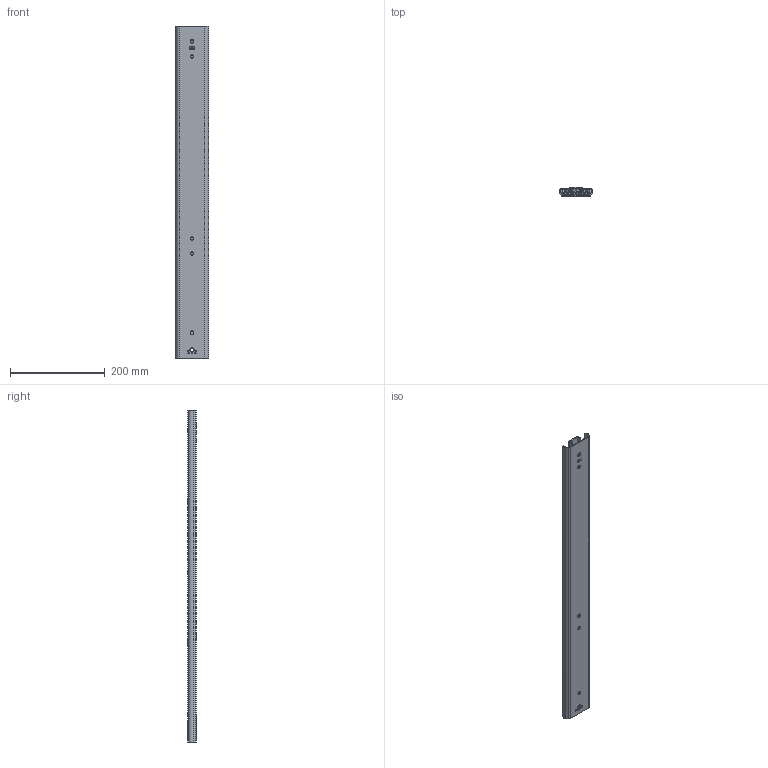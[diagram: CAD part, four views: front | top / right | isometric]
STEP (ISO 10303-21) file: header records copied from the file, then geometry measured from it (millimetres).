
FILE_DESCRIPTION((''),'2;1');
FILE_NAME('101-S28_ASM','2015-05-13T',('w.jans'),(''),'PRO/ENGINEER BY PARAMETRIC TECHNOLOGY CORPORATION, 2003450','PRO/ENGINEER BY PARAMETRIC TECHNOLOGY CORPORATION, 2003450','');
FILE_SCHEMA(('CONFIG_CONTROL_DESIGN'));
Length unit declared in the file: millimetre
Products named in the file (14): 101-S28-SKEL; 511-01-S28-TA1; 511-01-S28-TA1_ASM; 515-4XX-01-S28; 911-073; 515-4XX-01-S28_ASM; 512-01-S28-TA2; 512-01-S28-TA2_ASM; 515-5XX-01-S28; 911-078; 515-5XX-01-S28_ASM; 513-01-S28-TA3; 513-01-S28-TA3_ASM; 101-S28_ASM
Assembly tree (77 placements, depth 3):
  101-S28_ASM
    101-S28-SKEL
    511-01-S28-TA1_ASM
      511-01-S28-TA1
    515-4XX-01-S28_ASM
      515-4XX-01-S28
      911-073  x36
    512-01-S28-TA2_ASM
      512-01-S28-TA2
    515-5XX-01-S28_ASM
      515-5XX-01-S28
      911-078  x30
    513-01-S28-TA3_ASM
      513-01-S28-TA3
Bounding box: 70.9 x 18.4 x 700 mm (x, y, z)
Volume: 351201.6 mm3; surface area: 423829.8 mm2
Topology: 71 solids, 71 shells, 1412 faces, 4113 edges, 2564 vertices
Faces by surface type: plane 696, cylinder 550, sphere 132, cone 34
Entity records: 45411 total; most frequent: CARTESIAN_POINT 9874, DIRECTION 7493, ORIENTED_EDGE 7442, EDGE_CURVE 3721, AXIS2_PLACEMENT_3D 2513, VECTOR 2467, LINE 2467, VERTEX_POINT 2436
